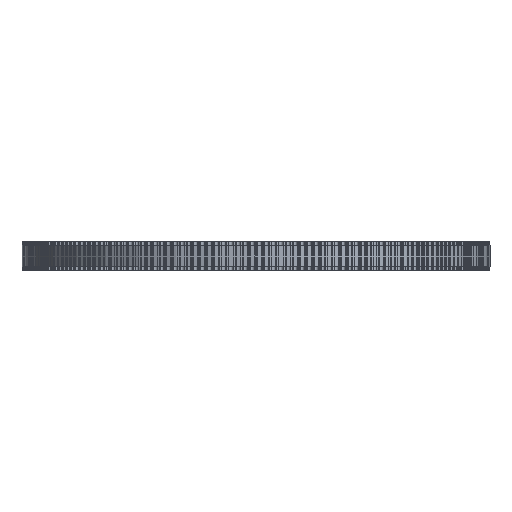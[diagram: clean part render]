
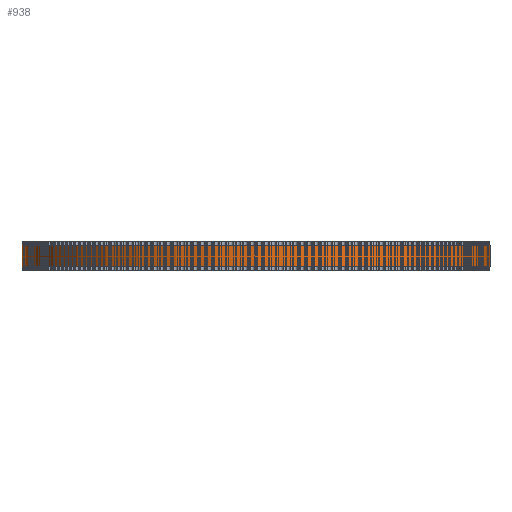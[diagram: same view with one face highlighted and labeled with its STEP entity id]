
A CAD part, front view. The second image highlights one B-rep face of the part: STEP entity #938.
In plain terms, the highlighted cylindrical face has radius 64.935 mm (diameter 129.87 mm), a full revolution.
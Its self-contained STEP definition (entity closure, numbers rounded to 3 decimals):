
#97=FACE_BOUND('',#3392,.T.);
#98=FACE_BOUND('',#3393,.T.);
#938=ADVANCED_FACE('',(#97,#98),#1755,.T.);
#1755=CYLINDRICAL_SURFACE('',#18095,64.935);
#3392=EDGE_LOOP('',(#9922));
#3393=EDGE_LOOP('',(#9923));
#9922=ORIENTED_EDGE('',*,*,#14006,.T.);
#9923=ORIENTED_EDGE('',*,*,#14007,.T.);
#11556=VERTEX_POINT('',#28720);
#11557=VERTEX_POINT('',#28722);
#14006=EDGE_CURVE('',#11556,#11556,#15640,.T.);
#14007=EDGE_CURVE('',#11557,#11557,#15641,.T.);
#15640=CIRCLE('',#18093,64.935);
#15641=CIRCLE('',#18094,64.935);
#18093=AXIS2_PLACEMENT_3D('',#28719,#23814,#23815);
#18094=AXIS2_PLACEMENT_3D('',#28721,#23816,#23817);
#18095=AXIS2_PLACEMENT_3D('',#28723,#23818,#23819);
#23814=DIRECTION('',(0.,0.,1.));
#23815=DIRECTION('',(1.,0.,0.));
#23816=DIRECTION('',(0.,0.,-1.));
#23817=DIRECTION('',(1.,0.,0.));
#23818=DIRECTION('',(0.,0.,1.));
#23819=DIRECTION('',(1.,0.,0.));
#28719=CARTESIAN_POINT('',(0.,0.,1.));
#28720=CARTESIAN_POINT('',(64.935,0.,1.));
#28721=CARTESIAN_POINT('',(0.,0.,7.));
#28722=CARTESIAN_POINT('',(64.935,0.,7.));
#28723=CARTESIAN_POINT('',(0.,0.,1.));
